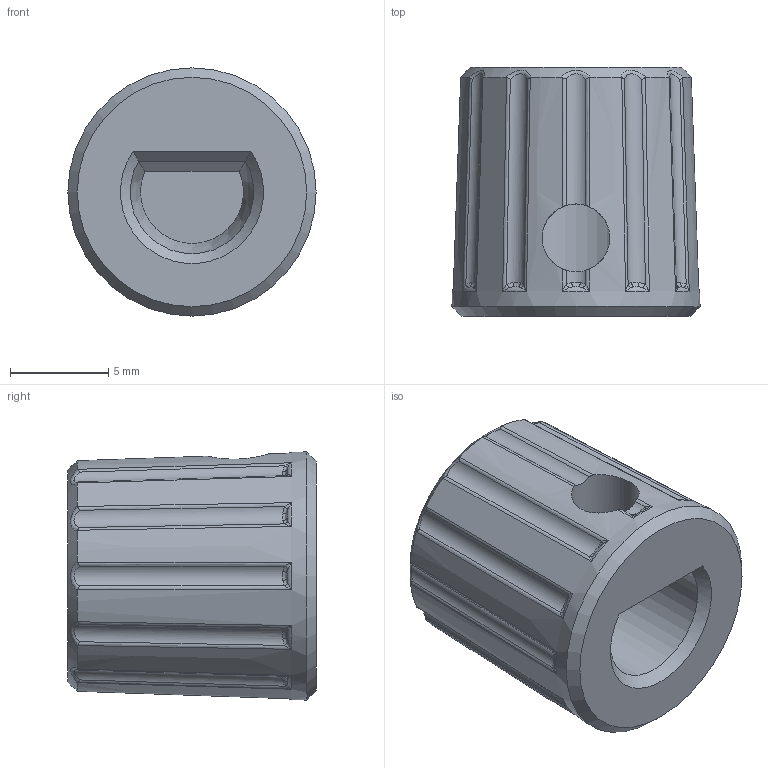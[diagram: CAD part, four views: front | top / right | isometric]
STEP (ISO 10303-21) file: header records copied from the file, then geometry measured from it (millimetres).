
FILE_DESCRIPTION(/* description */ (''),/* implementation_level */ '2;1');
FILE_NAME(/* name */ 'DDI MS21382-0XBX-v1.step',/* time_stamp */ '2021-12-19T05:16:30+10:00',/* author */ (''),/* organization */ (''),/* preprocessor_version */ 'ST-DEVELOPER v18.1',/* originating_system */ 'Autodesk Translation Framework v10.10.0.1391',/* authorisation */ '');
FILE_SCHEMA (('AUTOMOTIVE_DESIGN { 1 0 10303 214 3 1 1 }'));
Length unit declared in the file: millimetre
Products named in the file (1): DDI MS21382-0XBX
Bounding box: 12.67 x 12.7 x 12.67 mm (x, y, z)
Volume: 1182 mm3; surface area: 908.6 mm2
Topology: 1 solids, 1 shells, 136 faces, 388 edges, 230 vertices
Faces by surface type: bspline 96, cylinder 17, torus 12, plane 6, cone 5
Full cylindrical faces by diameter (mm): 3.454 x1
Entity records: 7661 total; most frequent: CARTESIAN_POINT 5006, ORIENTED_EDGE 728, EDGE_CURVE 364, DIRECTION 312, B_SPLINE_CURVE_WITH_KNOTS 240, VERTEX_POINT 230, AXIS2_PLACEMENT_3D 149, EDGE_LOOP 138
